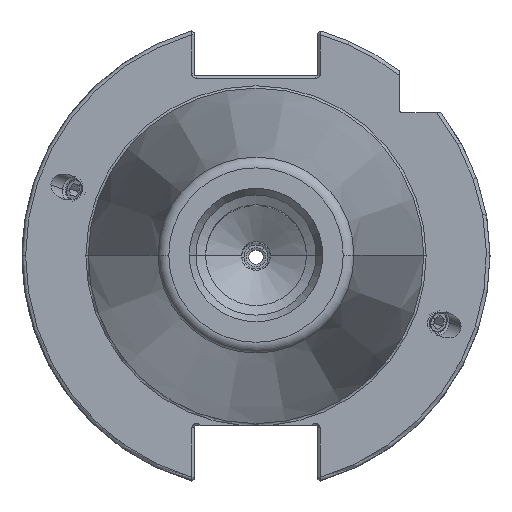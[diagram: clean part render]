
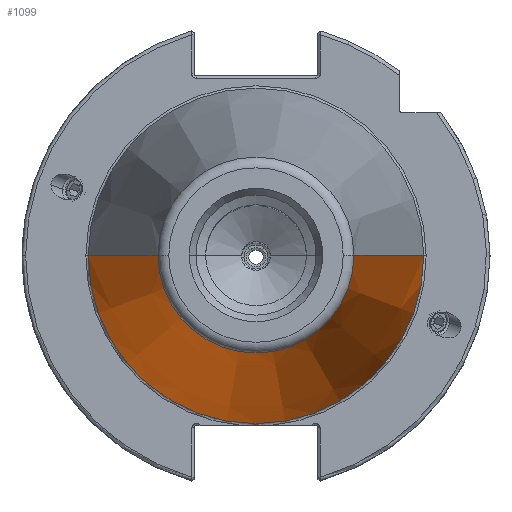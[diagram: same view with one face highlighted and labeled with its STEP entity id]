
A CAD part, top view. The second image highlights one B-rep face of the part: STEP entity #1099.
In plain terms, the highlighted conical face has half-angle 8.297 degrees and reference radius 20.108 mm.
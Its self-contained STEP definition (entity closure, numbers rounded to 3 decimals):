
#40 = VERTEX_POINT ( 'NONE', #10929 ) ;
#233 = DIRECTION ( 'NONE',  ( -1., 0., 0. ) ) ;
#353 = ORIENTED_EDGE ( 'NONE', *, *, #2584, .F. ) ;
#617 = VERTEX_POINT ( 'NONE', #10543 ) ;
#853 = CONICAL_SURFACE ( 'NONE', #12610, 20.108, 0.145 ) ;
#1099 = ADVANCED_FACE ( 'NONE', ( #4979 ), #853, .T. ) ;
#1242 = DIRECTION ( 'NONE',  ( 0.144, 0., -0.99 ) ) ;
#2372 = VERTEX_POINT ( 'NONE', #12488 ) ;
#2584 = EDGE_CURVE ( 'NONE', #4052, #617, #12279, .T. ) ;
#3169 = VECTOR ( 'NONE', #1242, 1000. ) ;
#3972 = ORIENTED_EDGE ( 'NONE', *, *, #10737, .T. ) ;
#4052 = VERTEX_POINT ( 'NONE', #9226 ) ;
#4125 = DIRECTION ( 'NONE',  ( 0., 0., -1. ) ) ;
#4420 = DIRECTION ( 'NONE',  ( 0., 0., -1. ) ) ;
#4979 = FACE_OUTER_BOUND ( 'NONE', #9462, .T. ) ;
#5380 = EDGE_CURVE ( 'NONE', #2372, #40, #13735, .T. ) ;
#5462 = LINE ( 'NONE', #12201, #11235 ) ;
#5520 = DIRECTION ( 'NONE',  ( 0., 0., -1. ) ) ;
#5758 = CARTESIAN_POINT ( 'NONE',  ( 0., 0., 101.6 ) ) ;
#6491 = EDGE_CURVE ( 'NONE', #2372, #4052, #8828, .T. ) ;
#7546 = CARTESIAN_POINT ( 'NONE',  ( 20.108, 0., 101.6 ) ) ;
#8828 = LINE ( 'NONE', #7546, #3169 ) ;
#9226 = CARTESIAN_POINT ( 'NONE',  ( 34.925, 0., 0. ) ) ;
#9462 = EDGE_LOOP ( 'NONE', ( #10036, #11931, #3972, #353 ) ) ;
#9861 = AXIS2_PLACEMENT_3D ( 'NONE', #12034, #5520, #13168 ) ;
#10036 = ORIENTED_EDGE ( 'NONE', *, *, #6491, .F. ) ;
#10543 = CARTESIAN_POINT ( 'NONE',  ( -34.925, 0., 0. ) ) ;
#10578 = AXIS2_PLACEMENT_3D ( 'NONE', #10594, #4125, #11718 ) ;
#10594 = CARTESIAN_POINT ( 'NONE',  ( 0., 0., 0. ) ) ;
#10737 = EDGE_CURVE ( 'NONE', #40, #617, #5462, .T. ) ;
#10929 = CARTESIAN_POINT ( 'NONE',  ( -20.389, 0., 99.675 ) ) ;
#11235 = VECTOR ( 'NONE', #12111, 1000. ) ;
#11718 = DIRECTION ( 'NONE',  ( -1., 0., 0. ) ) ;
#11931 = ORIENTED_EDGE ( 'NONE', *, *, #5380, .T. ) ;
#12034 = CARTESIAN_POINT ( 'NONE',  ( 0., 0., 99.675 ) ) ;
#12111 = DIRECTION ( 'NONE',  ( -0.144, 0., -0.99 ) ) ;
#12201 = CARTESIAN_POINT ( 'NONE',  ( -20.108, 0., 101.6 ) ) ;
#12279 = CIRCLE ( 'NONE', #10578, 34.925 ) ;
#12488 = CARTESIAN_POINT ( 'NONE',  ( 20.389, 0., 99.675 ) ) ;
#12610 = AXIS2_PLACEMENT_3D ( 'NONE', #5758, #4420, #233 ) ;
#13168 = DIRECTION ( 'NONE',  ( 1., 0., 0. ) ) ;
#13735 = CIRCLE ( 'NONE', #9861, 20.389 ) ;
